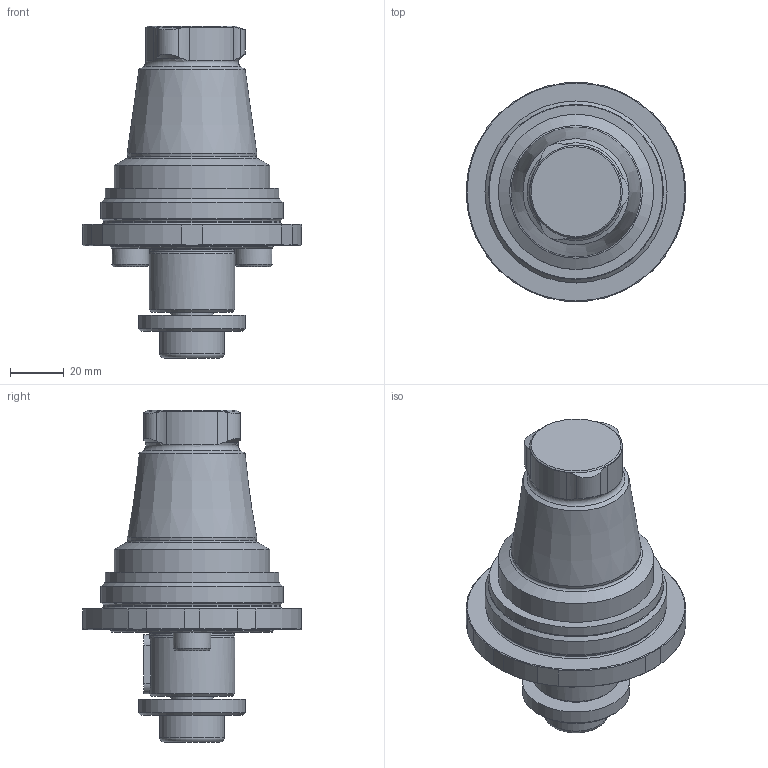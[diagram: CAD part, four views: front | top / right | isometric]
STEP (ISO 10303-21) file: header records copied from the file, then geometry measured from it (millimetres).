
FILE_DESCRIPTION(/* description */ ('Unknown'),/* implementation_level */ '2;1');
FILE_NAME(/* name */ '320250032',/* time_stamp */ '2020-08-07T10:17:21+02:00',/* author */ ('WTO KS'),/* organization */ ('WTO'),/* preprocessor_version */ 'ST-DEVELOPER v16.7',/* originating_system */ 'DEX',/* authorisation */ $);
FILE_SCHEMA (('AUTOMOTIVE_DESIGN {1 0 10303 214 3 1 1}'));
Length unit declared in the file: millimetre
Products named in the file (1): 090335_320250032_vereinfacht_STP_00416414
Bounding box: 81.8 x 81.6 x 124 mm (x, y, z)
Volume: 221911.8 mm3; surface area: 29625.1 mm2
Topology: 1 solids, 1 shells, 85 faces, 207 edges, 131 vertices
Faces by surface type: cylinder 34, plane 24, cone 19, torus 8
Full cylindrical faces by diameter (mm): 14 x2, 16 x1, 23.977 x1, 31.6 x1, 32 x1, 40 x1, 58 x1, 61 x1, 64.96 x1, 66.1 x1, 68 x1
Entity records: 2312 total; most frequent: CARTESIAN_POINT 538, DIRECTION 360, ORIENTED_EDGE 322, AXIS2_PLACEMENT_3D 162, EDGE_CURVE 161, EDGE_LOOP 125, FACE_BOUND 125, VERTEX_POINT 118
